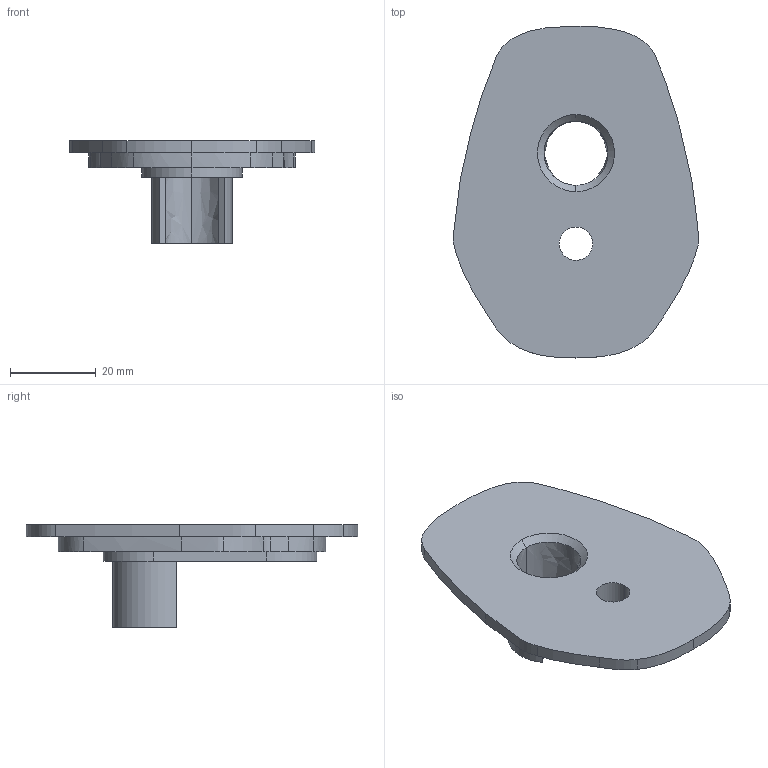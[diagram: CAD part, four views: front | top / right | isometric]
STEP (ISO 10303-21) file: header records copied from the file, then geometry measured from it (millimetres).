
FILE_DESCRIPTION(('FreeCAD Model'),'2;1');
FILE_NAME('Open CASCADE Shape Model','2025-05-04T14:44:59',('FreeCAD'),( 'FreeCAD'),'Open CASCADE STEP processor 7.6','FreeCAD','Unknown');
FILE_SCHEMA(('AUTOMOTIVE_DESIGN { 1 0 10303 214 1 1 1 1 }'));
Length unit declared in the file: millimetre
Products named in the file (1): Open CASCADE STEP translator 7.6 1
Bounding box: 57.16 x 77.39 x 23.95 mm (x, y, z)
Volume: 19951.5 mm3; surface area: 9920.2 mm2
Topology: 1 solids, 1 shells, 47 faces, 128 edges, 85 vertices
Faces by surface type: bspline 47
Entity records: 2739 total; most frequent: CARTESIAN_POINT 1940, ORIENTED_EDGE 256, EDGE_CURVE 128, B_SPLINE_CURVE_WITH_KNOTS 117, VERTEX_POINT 85, FACE_BOUND 53, EDGE_LOOP 53, ADVANCED_FACE 47
